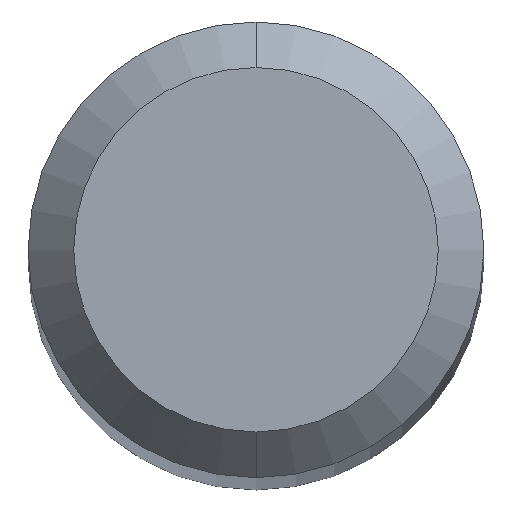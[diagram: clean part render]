
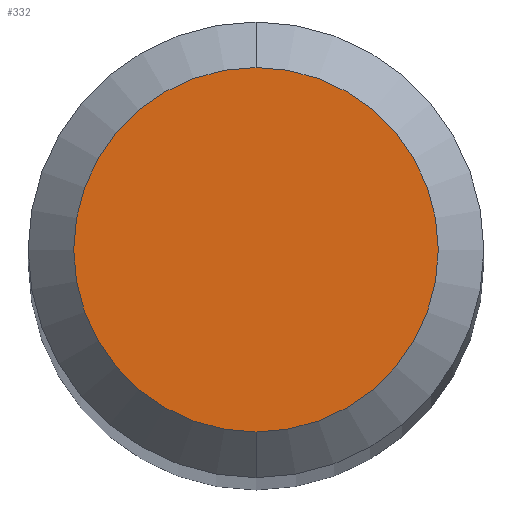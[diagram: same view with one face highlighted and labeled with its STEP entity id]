
A CAD part, top view. The second image highlights one B-rep face of the part: STEP entity #332.
In plain terms, the highlighted planar face has unit normal (0, 0, 1).
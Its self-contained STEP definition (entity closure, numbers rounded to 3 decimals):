
#332=ADVANCED_FACE('',(#940),#941,.T.);
#404=VERTEX_POINT('',#1019);
#478=EDGE_CURVE('',#404,#484,#1102,.T.);
#484=VERTEX_POINT('',#1109);
#708=EDGE_CURVE('',#484,#404,#1352,.T.);
#940=FACE_OUTER_BOUND('',#1593,.T.);
#941=PLANE('',#1594);
#1019=CARTESIAN_POINT('',(0.0,1.2,0.0));
#1102=CIRCLE('',#2573,1.2);
#1109=CARTESIAN_POINT('',(0.,-1.2,0.0));
#1352=CIRCLE('',#4494,1.2);
#1593=EDGE_LOOP('',(#5640,#5641));
#1594=AXIS2_PLACEMENT_3D('',#5642,#5643,#5644);
#2573=AXIS2_PLACEMENT_3D('',#5843,#5844,#5845);
#4494=AXIS2_PLACEMENT_3D('',#6083,#6084,#6085);
#5640=ORIENTED_EDGE('',*,*,#478,.F.);
#5641=ORIENTED_EDGE('',*,*,#708,.F.);
#5642=CARTESIAN_POINT('',(0.0,0.6,0.0));
#5643=DIRECTION('',(-0.0,0.0,1.0));
#5644=DIRECTION('',(0.0,-1.0,0.0));
#5843=CARTESIAN_POINT('',(0.0,0.0,0.0));
#5844=DIRECTION('',(0.0,0.0,-1.0));
#5845=DIRECTION('',(0.0,1.0,0.0));
#6083=CARTESIAN_POINT('',(0.0,0.0,0.0));
#6084=DIRECTION('',(0.0,0.0,-1.0));
#6085=DIRECTION('',(0.0,1.0,0.0));
